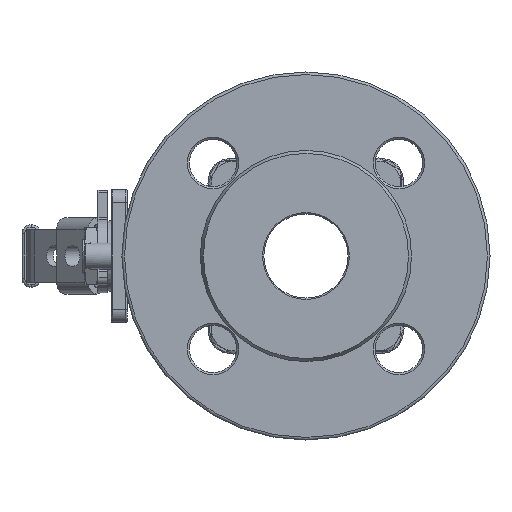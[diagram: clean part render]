
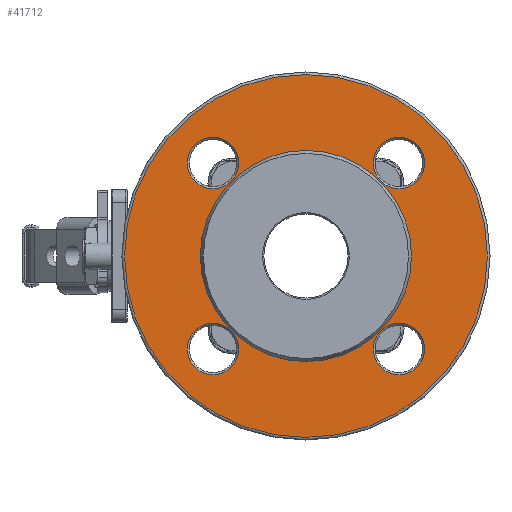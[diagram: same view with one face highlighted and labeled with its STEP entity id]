
A CAD part, left-side view. The second image highlights one B-rep face of the part: STEP entity #41712.
In plain terms, the highlighted planar face has unit normal (-1, 0, 0).
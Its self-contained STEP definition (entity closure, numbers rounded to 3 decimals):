
#128 = DIRECTION ( 'NONE',  ( 0., -1., 0. ) ) ;
#827 = CIRCLE ( 'NONE', #46300, 9.8 ) ;
#1095 = CARTESIAN_POINT ( 'NONE',  ( -73.5, 40.155, 0. ) ) ;
#2882 = VERTEX_POINT ( 'NONE', #1095 ) ;
#3295 = CARTESIAN_POINT ( 'NONE',  ( -73.5, 0., 0. ) ) ;
#4531 = CIRCLE ( 'NONE', #7727, 9.8 ) ;
#4608 = EDGE_LOOP ( 'NONE', ( #33572 ) ) ;
#5512 = VERTEX_POINT ( 'NONE', #42003 ) ;
#6443 = ORIENTED_EDGE ( 'NONE', *, *, #36563, .T. ) ;
#7512 = DIRECTION ( 'NONE',  ( -1., 0., 0. ) ) ;
#7727 = AXIS2_PLACEMENT_3D ( 'NONE', #15311, #44496, #32866 ) ;
#8092 = DIRECTION ( 'NONE',  ( 1., 0., 0. ) ) ;
#8192 = DIRECTION ( 'NONE',  ( 1., 0., 0. ) ) ;
#8369 = CIRCLE ( 'NONE', #21041, 9.8 ) ;
#11627 = FACE_OUTER_BOUND ( 'NONE', #38272, .T. ) ;
#11712 = EDGE_CURVE ( 'NONE', #51298, #51298, #38821, .T. ) ;
#12881 = CIRCLE ( 'NONE', #46142, 40.155 ) ;
#14746 = DIRECTION ( 'NONE',  ( 0., -1., 0. ) ) ;
#15311 = CARTESIAN_POINT ( 'NONE',  ( -73.5, -35.355, 35.355 ) ) ;
#15631 = EDGE_CURVE ( 'NONE', #5512, #5512, #827, .T. ) ;
#15739 = DIRECTION ( 'NONE',  ( 0., 1., 0. ) ) ;
#15994 = EDGE_LOOP ( 'NONE', ( #38699 ) ) ;
#16575 = EDGE_LOOP ( 'NONE', ( #44050 ) ) ;
#17901 = DIRECTION ( 'NONE',  ( 0., -1., 0. ) ) ;
#19715 = ORIENTED_EDGE ( 'NONE', *, *, #27158, .T. ) ;
#19978 = CARTESIAN_POINT ( 'NONE',  ( -73.5, 0., 0. ) ) ;
#20281 = AXIS2_PLACEMENT_3D ( 'NONE', #51872, #43070, #17901 ) ;
#21041 = AXIS2_PLACEMENT_3D ( 'NONE', #33318, #8092, #45664 ) ;
#21201 = VERTEX_POINT ( 'NONE', #22159 ) ;
#21402 = AXIS2_PLACEMENT_3D ( 'NONE', #3295, #7512, #49866 ) ;
#21603 = CARTESIAN_POINT ( 'NONE',  ( -73.5, 25.555, 35.355 ) ) ;
#22159 = CARTESIAN_POINT ( 'NONE',  ( -73.5, -69., 0. ) ) ;
#23193 = CARTESIAN_POINT ( 'NONE',  ( -73.5, 70., 0. ) ) ;
#26177 = AXIS2_PLACEMENT_3D ( 'NONE', #23193, #49432, #14746 ) ;
#26217 = EDGE_LOOP ( 'NONE', ( #19715 ) ) ;
#27158 = EDGE_CURVE ( 'NONE', #36861, #36861, #4531, .T. ) ;
#29289 = CARTESIAN_POINT ( 'NONE',  ( -73.5, -45.155, 35.355 ) ) ;
#29290 = FACE_BOUND ( 'NONE', #26217, .T. ) ;
#29730 = VERTEX_POINT ( 'NONE', #21603 ) ;
#29936 = FACE_BOUND ( 'NONE', #38831, .T. ) ;
#32866 = DIRECTION ( 'NONE',  ( 0., -1., 0. ) ) ;
#33318 = CARTESIAN_POINT ( 'NONE',  ( -73.5, 35.355, 35.355 ) ) ;
#33572 = ORIENTED_EDGE ( 'NONE', *, *, #11712, .T. ) ;
#36037 = EDGE_CURVE ( 'NONE', #29730, #29730, #8369, .T. ) ;
#36379 = FACE_BOUND ( 'NONE', #15994, .T. ) ;
#36563 = EDGE_CURVE ( 'NONE', #2882, #2882, #12881, .T. ) ;
#36861 = VERTEX_POINT ( 'NONE', #29289 ) ;
#37461 = CARTESIAN_POINT ( 'NONE',  ( -73.5, -45.155, -35.355 ) ) ;
#38272 = EDGE_LOOP ( 'NONE', ( #53500 ) ) ;
#38699 = ORIENTED_EDGE ( 'NONE', *, *, #36037, .T. ) ;
#38821 = CIRCLE ( 'NONE', #20281, 9.8 ) ;
#38831 = EDGE_LOOP ( 'NONE', ( #6443 ) ) ;
#39736 = PLANE ( 'NONE',  #26177 ) ;
#40343 = FACE_BOUND ( 'NONE', #4608, .T. ) ;
#41278 = DIRECTION ( 'NONE',  ( 1., 0., 0. ) ) ;
#41396 = CARTESIAN_POINT ( 'NONE',  ( -73.5, 35.355, -35.355 ) ) ;
#41712 = ADVANCED_FACE ( 'NONE', ( #36379, #51502, #40343, #29290, #11627, #29936 ), #39736, .T. ) ;
#42003 = CARTESIAN_POINT ( 'NONE',  ( -73.5, 25.555, -35.355 ) ) ;
#43070 = DIRECTION ( 'NONE',  ( 1., 0., 0. ) ) ;
#44050 = ORIENTED_EDGE ( 'NONE', *, *, #15631, .T. ) ;
#44496 = DIRECTION ( 'NONE',  ( 1., 0., 0. ) ) ;
#45664 = DIRECTION ( 'NONE',  ( 0., -1., 0. ) ) ;
#45901 = CIRCLE ( 'NONE', #21402, 69. ) ;
#46142 = AXIS2_PLACEMENT_3D ( 'NONE', #19978, #41278, #15739 ) ;
#46300 = AXIS2_PLACEMENT_3D ( 'NONE', #41396, #8192, #128 ) ;
#49432 = DIRECTION ( 'NONE',  ( -1., 0., 0. ) ) ;
#49866 = DIRECTION ( 'NONE',  ( 0., -1., 0. ) ) ;
#51226 = EDGE_CURVE ( 'NONE', #21201, #21201, #45901, .T. ) ;
#51298 = VERTEX_POINT ( 'NONE', #37461 ) ;
#51502 = FACE_BOUND ( 'NONE', #16575, .T. ) ;
#51872 = CARTESIAN_POINT ( 'NONE',  ( -73.5, -35.355, -35.355 ) ) ;
#53500 = ORIENTED_EDGE ( 'NONE', *, *, #51226, .T. ) ;
